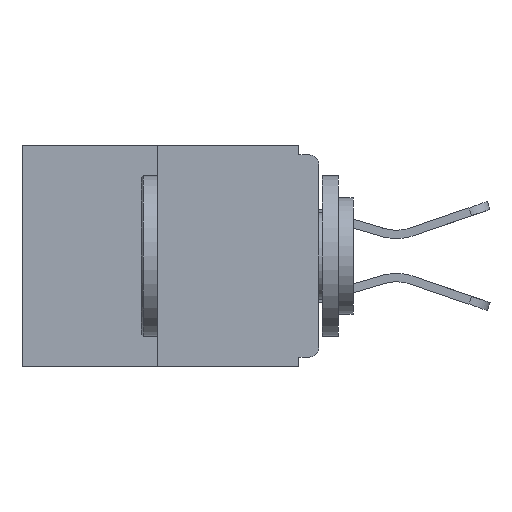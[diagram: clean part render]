
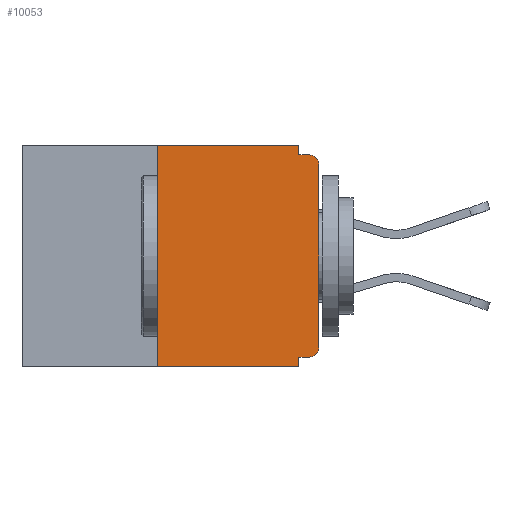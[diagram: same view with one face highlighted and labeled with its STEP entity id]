
A CAD part, left-side view. The second image highlights one B-rep face of the part: STEP entity #10053.
In plain terms, the highlighted planar face has unit normal (-1, 0, 0).
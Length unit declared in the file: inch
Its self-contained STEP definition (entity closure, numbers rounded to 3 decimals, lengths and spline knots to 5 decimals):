
#29 = DIRECTION ( 'NONE',  ( 0., 0., -1. ) ) ;
#253 = DIRECTION ( 'NONE',  ( 0., -1., 0. ) ) ;
#525 = VERTEX_POINT ( 'NONE', #23017 ) ;
#1075 = LINE ( 'NONE', #13369, #4150 ) ;
#2522 = EDGE_CURVE ( 'NONE', #11049, #525, #7540, .T. ) ;
#2832 = ORIENTED_EDGE ( 'NONE', *, *, #13585, .F. ) ;
#3523 = DIRECTION ( 'NONE',  ( 0., 0., -1. ) ) ;
#4150 = VECTOR ( 'NONE', #253, 39.37008 ) ;
#5676 = LINE ( 'NONE', #21527, #5989 ) ;
#5729 = PLANE ( 'NONE',  #5931 ) ;
#5931 = AXIS2_PLACEMENT_3D ( 'NONE', #7634, #7722, #24048 ) ;
#5989 = VECTOR ( 'NONE', #29, 39.37008 ) ;
#6375 = EDGE_CURVE ( 'NONE', #7389, #11049, #20761, .T. ) ;
#6456 = ORIENTED_EDGE ( 'NONE', *, *, #21212, .F. ) ;
#6459 = FACE_OUTER_BOUND ( 'NONE', #10177, .T. ) ;
#6615 = EDGE_CURVE ( 'NONE', #7389, #22280, #17459, .T. ) ;
#6655 = DIRECTION ( 'NONE',  ( 0., 1., 0. ) ) ;
#6772 = ORIENTED_EDGE ( 'NONE', *, *, #22680, .T. ) ;
#6819 = CARTESIAN_POINT ( 'NONE',  ( 0., 0.031, 0. ) ) ;
#7198 = DIRECTION ( 'NONE',  ( 0., -1., 0. ) ) ;
#7306 = CARTESIAN_POINT ( 'NONE',  ( 0., 0.015, -0.03 ) ) ;
#7389 = VERTEX_POINT ( 'NONE', #17372 ) ;
#7540 = LINE ( 'NONE', #11414, #20262 ) ;
#7634 = CARTESIAN_POINT ( 'NONE',  ( 0., 0.46, 0. ) ) ;
#7722 = DIRECTION ( 'NONE',  ( 1., 0., 0. ) ) ;
#8586 = ORIENTED_EDGE ( 'NONE', *, *, #10713, .F. ) ;
#8919 = VERTEX_POINT ( 'NONE', #17463 ) ;
#8920 = ORIENTED_EDGE ( 'NONE', *, *, #6615, .F. ) ;
#9161 = CARTESIAN_POINT ( 'NONE',  ( 0., 0.031, -0.328 ) ) ;
#9170 = AXIS2_PLACEMENT_3D ( 'NONE', #9341, #19276, #3523 ) ;
#9341 = CARTESIAN_POINT ( 'NONE',  ( 0., 0.015, -0.313 ) ) ;
#9530 = LINE ( 'NONE', #24853, #24380 ) ;
#9597 = VERTEX_POINT ( 'NONE', #16552 ) ;
#9656 = CARTESIAN_POINT ( 'NONE',  ( 0., 0.25, 0. ) ) ;
#9667 = CARTESIAN_POINT ( 'NONE',  ( 0., 0.031, -0.343 ) ) ;
#9799 = EDGE_CURVE ( 'NONE', #525, #9597, #18017, .T. ) ;
#9907 = VECTOR ( 'NONE', #22056, 39.37008 ) ;
#10009 = ORIENTED_EDGE ( 'NONE', *, *, #6375, .T. ) ;
#10053 = ADVANCED_FACE ( 'NONE', ( #6459 ), #5729, .F. ) ;
#10177 = EDGE_LOOP ( 'NONE', ( #2832, #8586, #6772, #6456, #8920, #10009, #12867, #13223, #16208, #15864 ) ) ;
#10238 = CARTESIAN_POINT ( 'NONE',  ( 0., 0., -0.313 ) ) ;
#10713 = EDGE_CURVE ( 'NONE', #21454, #24717, #14305, .T. ) ;
#10983 = DIRECTION ( 'NONE',  ( -1., 0., 0. ) ) ;
#11049 = VERTEX_POINT ( 'NONE', #10238 ) ;
#11073 = AXIS2_PLACEMENT_3D ( 'NONE', #7306, #10983, #11152 ) ;
#11152 = DIRECTION ( 'NONE',  ( 0., 0., -1. ) ) ;
#11414 = CARTESIAN_POINT ( 'NONE',  ( 0., 0., 0. ) ) ;
#12146 = VECTOR ( 'NONE', #21065, 39.37008 ) ;
#12867 = ORIENTED_EDGE ( 'NONE', *, *, #2522, .T. ) ;
#13223 = ORIENTED_EDGE ( 'NONE', *, *, #9799, .T. ) ;
#13369 = CARTESIAN_POINT ( 'NONE',  ( 0., 0.46, -0.343 ) ) ;
#13585 = EDGE_CURVE ( 'NONE', #24717, #20568, #18432, .T. ) ;
#13798 = VERTEX_POINT ( 'NONE', #9667 ) ;
#14305 = LINE ( 'NONE', #19731, #20929 ) ;
#14384 = CARTESIAN_POINT ( 'NONE',  ( 0., 0.46, 0. ) ) ;
#14762 = EDGE_CURVE ( 'NONE', #8919, #9597, #9530, .T. ) ;
#15864 = ORIENTED_EDGE ( 'NONE', *, *, #25062, .F. ) ;
#16208 = ORIENTED_EDGE ( 'NONE', *, *, #14762, .F. ) ;
#16552 = CARTESIAN_POINT ( 'NONE',  ( 0., 0.015, -0.015 ) ) ;
#17372 = CARTESIAN_POINT ( 'NONE',  ( 0., 0.015, -0.328 ) ) ;
#17459 = LINE ( 'NONE', #17942, #24383 ) ;
#17463 = CARTESIAN_POINT ( 'NONE',  ( 0., 0.031, -0.015 ) ) ;
#17550 = DIRECTION ( 'NONE',  ( 0., 0., 1. ) ) ;
#17942 = CARTESIAN_POINT ( 'NONE',  ( 0., 0., -0.328 ) ) ;
#18017 = CIRCLE ( 'NONE', #11073, 0.015 ) ;
#18432 = LINE ( 'NONE', #14384, #9907 ) ;
#19064 = CARTESIAN_POINT ( 'NONE',  ( 0., 0.031, 0. ) ) ;
#19276 = DIRECTION ( 'NONE',  ( -1., 0., 0. ) ) ;
#19731 = CARTESIAN_POINT ( 'NONE',  ( 0., 0.25, 0. ) ) ;
#20262 = VECTOR ( 'NONE', #24966, 39.37008 ) ;
#20568 = VERTEX_POINT ( 'NONE', #6819 ) ;
#20761 = CIRCLE ( 'NONE', #9170, 0.015 ) ;
#20929 = VECTOR ( 'NONE', #17550, 39.37008 ) ;
#21065 = DIRECTION ( 'NONE',  ( 0., 0., -1. ) ) ;
#21212 = EDGE_CURVE ( 'NONE', #22280, #13798, #5676, .T. ) ;
#21454 = VERTEX_POINT ( 'NONE', #23140 ) ;
#21527 = CARTESIAN_POINT ( 'NONE',  ( 0., 0.031, -0.343 ) ) ;
#22056 = DIRECTION ( 'NONE',  ( 0., -1., 0. ) ) ;
#22280 = VERTEX_POINT ( 'NONE', #9161 ) ;
#22680 = EDGE_CURVE ( 'NONE', #21454, #13798, #1075, .T. ) ;
#23017 = CARTESIAN_POINT ( 'NONE',  ( 0., 0., -0.03 ) ) ;
#23140 = CARTESIAN_POINT ( 'NONE',  ( 0., 0.25, -0.343 ) ) ;
#24048 = DIRECTION ( 'NONE',  ( 0., 0., -1. ) ) ;
#24273 = LINE ( 'NONE', #19064, #12146 ) ;
#24380 = VECTOR ( 'NONE', #7198, 39.37008 ) ;
#24383 = VECTOR ( 'NONE', #6655, 39.37008 ) ;
#24717 = VERTEX_POINT ( 'NONE', #9656 ) ;
#24853 = CARTESIAN_POINT ( 'NONE',  ( 0., 0., -0.015 ) ) ;
#24966 = DIRECTION ( 'NONE',  ( 0., 0., 1. ) ) ;
#25062 = EDGE_CURVE ( 'NONE', #20568, #8919, #24273, .T. ) ;
